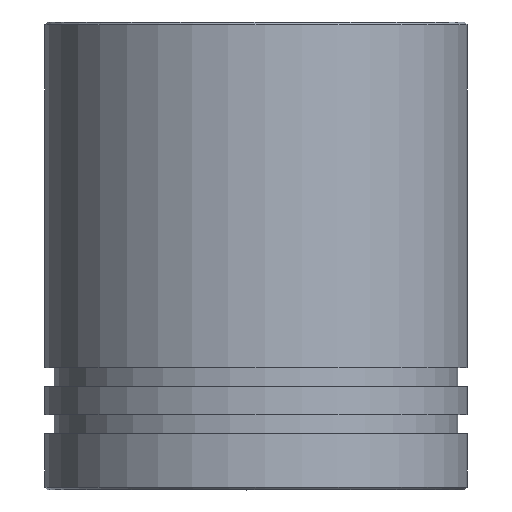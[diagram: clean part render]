
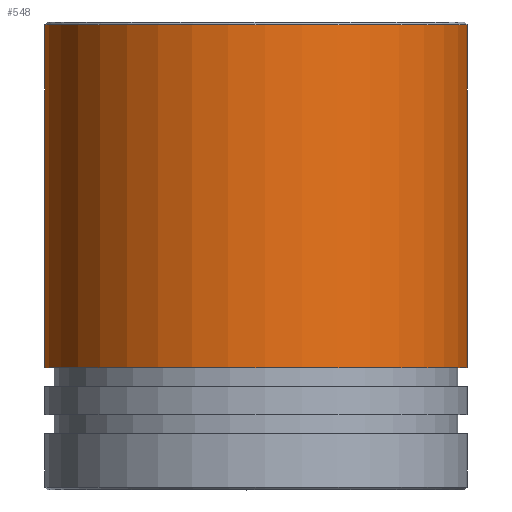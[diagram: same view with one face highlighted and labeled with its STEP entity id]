
A CAD part, front view. The second image highlights one B-rep face of the part: STEP entity #548.
In plain terms, the highlighted cylindrical face has radius 22.5 mm (diameter 45 mm), a full revolution.
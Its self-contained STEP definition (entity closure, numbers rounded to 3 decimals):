
#46=CYLINDRICAL_SURFACE('',#627,22.5);
#64=FACE_OUTER_BOUND('',#102,.T.);
#102=EDGE_LOOP('',(#414,#415,#416,#417));
#147=LINE('',#965,#169);
#169=VECTOR('',#763,22.5);
#203=CIRCLE('',#625,22.5);
#205=CIRCLE('',#628,22.5);
#260=VERTEX_POINT('',#957);
#262=VERTEX_POINT('',#963);
#320=EDGE_CURVE('',#260,#260,#203,.T.);
#323=EDGE_CURVE('',#262,#262,#205,.T.);
#324=EDGE_CURVE('',#262,#260,#147,.T.);
#414=ORIENTED_EDGE('',*,*,#323,.T.);
#415=ORIENTED_EDGE('',*,*,#324,.T.);
#416=ORIENTED_EDGE('',*,*,#320,.F.);
#417=ORIENTED_EDGE('',*,*,#324,.F.);
#548=ADVANCED_FACE('',(#64),#46,.T.);
#625=AXIS2_PLACEMENT_3D('',#958,#754,#755);
#627=AXIS2_PLACEMENT_3D('',#962,#759,#760);
#628=AXIS2_PLACEMENT_3D('',#964,#761,#762);
#754=DIRECTION('center_axis',(0.,0.,
1.));
#755=DIRECTION('ref_axis',(0.924,0.383,0.));
#759=DIRECTION('center_axis',(0.,0.,
-1.));
#760=DIRECTION('ref_axis',(0.924,0.383,0.));
#761=DIRECTION('center_axis',(0.,0.,
1.));
#762=DIRECTION('ref_axis',(0.924,0.383,0.));
#763=DIRECTION('',(0.,0.,1.));
#957=CARTESIAN_POINT('',(-20.787,-8.61,-0.3));
#958=CARTESIAN_POINT('Origin',(0.,0.,
-0.3));
#962=CARTESIAN_POINT('Origin',(0.,0.,
0.));
#963=CARTESIAN_POINT('',(-20.787,-8.61,-36.775));
#964=CARTESIAN_POINT('Origin',(0.,0.,
-36.775));
#965=CARTESIAN_POINT('',(-20.787,-8.61,0.));
